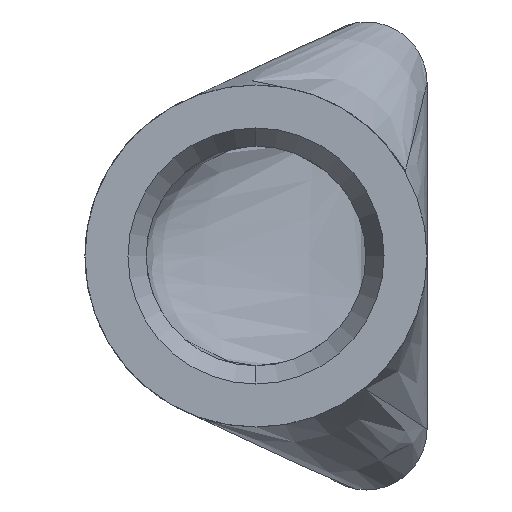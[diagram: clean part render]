
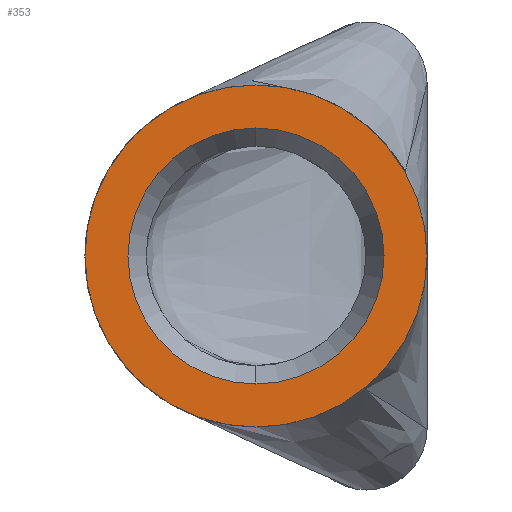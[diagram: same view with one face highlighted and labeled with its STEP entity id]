
A CAD part, left-side view. The second image highlights one B-rep face of the part: STEP entity #353.
In plain terms, the highlighted planar face has unit normal (-1, 0, 0).
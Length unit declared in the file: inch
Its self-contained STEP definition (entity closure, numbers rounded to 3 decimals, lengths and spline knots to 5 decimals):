
#4 = DIRECTION ( 'NONE',  ( 0., 0., 1. ) ) ;
#12 = DIRECTION ( 'NONE',  ( 1., 0., 0. ) ) ;
#19 = AXIS2_PLACEMENT_3D ( 'NONE', #847, #74, #731 ) ;
#74 = DIRECTION ( 'NONE',  ( -1., 0., 0. ) ) ;
#124 = DIRECTION ( 'NONE',  ( 0., 0., 1. ) ) ;
#132 = CARTESIAN_POINT ( 'NONE',  ( 0., 0.594, -0.594 ) ) ;
#297 = CIRCLE ( 'NONE', #19, 0.594 ) ;
#301 = FACE_BOUND ( 'NONE', #1195, .T. ) ;
#353 = ADVANCED_FACE ( 'NONE', ( #301, #676 ), #860, .T. ) ;
#362 = AXIS2_PLACEMENT_3D ( 'NONE', #1149, #634, #1035 ) ;
#392 = DIRECTION ( 'NONE',  ( -1., 0., 0. ) ) ;
#467 = VERTEX_POINT ( 'NONE', #565 ) ;
#482 = EDGE_CURVE ( 'NONE', #515, #467, #638, .T. ) ;
#488 = EDGE_LOOP ( 'NONE', ( #547, #739 ) ) ;
#507 = CARTESIAN_POINT ( 'NONE',  ( 0., 0.594, 0. ) ) ;
#515 = VERTEX_POINT ( 'NONE', #793 ) ;
#536 = AXIS2_PLACEMENT_3D ( 'NONE', #766, #392, #4 ) ;
#547 = ORIENTED_EDGE ( 'NONE', *, *, #705, .T. ) ;
#565 = CARTESIAN_POINT ( 'NONE',  ( 0., 0.594, -0.44451 ) ) ;
#610 = ORIENTED_EDGE ( 'NONE', *, *, #482, .T. ) ;
#634 = DIRECTION ( 'NONE',  ( 1., 0., 0. ) ) ;
#638 = CIRCLE ( 'NONE', #883, 0.44451 ) ;
#676 = FACE_OUTER_BOUND ( 'NONE', #488, .T. ) ;
#705 = EDGE_CURVE ( 'NONE', #1093, #995, #297, .T. ) ;
#731 = DIRECTION ( 'NONE',  ( 0., 0., 1. ) ) ;
#739 = ORIENTED_EDGE ( 'NONE', *, *, #1003, .T. ) ;
#766 = CARTESIAN_POINT ( 'NONE',  ( 0., 0., 0. ) ) ;
#793 = CARTESIAN_POINT ( 'NONE',  ( 0., 0.594, 0.44451 ) ) ;
#795 = DIRECTION ( 'NONE',  ( 0., 0., 1. ) ) ;
#847 = CARTESIAN_POINT ( 'NONE',  ( 0., 0.594, 0. ) ) ;
#853 = CARTESIAN_POINT ( 'NONE',  ( 0., 0.594, 0.594 ) ) ;
#860 = PLANE ( 'NONE',  #536 ) ;
#874 = CARTESIAN_POINT ( 'NONE',  ( 0., 0.594, 0. ) ) ;
#883 = AXIS2_PLACEMENT_3D ( 'NONE', #874, #12, #124 ) ;
#965 = CIRCLE ( 'NONE', #1134, 0.594 ) ;
#995 = VERTEX_POINT ( 'NONE', #132 ) ;
#1003 = EDGE_CURVE ( 'NONE', #995, #1093, #965, .T. ) ;
#1015 = ORIENTED_EDGE ( 'NONE', *, *, #1140, .T. ) ;
#1035 = DIRECTION ( 'NONE',  ( 0., 0., 1. ) ) ;
#1050 = CIRCLE ( 'NONE', #362, 0.44451 ) ;
#1093 = VERTEX_POINT ( 'NONE', #853 ) ;
#1103 = DIRECTION ( 'NONE',  ( -1., 0., 0. ) ) ;
#1134 = AXIS2_PLACEMENT_3D ( 'NONE', #507, #1103, #795 ) ;
#1140 = EDGE_CURVE ( 'NONE', #467, #515, #1050, .T. ) ;
#1149 = CARTESIAN_POINT ( 'NONE',  ( 0., 0.594, 0. ) ) ;
#1195 = EDGE_LOOP ( 'NONE', ( #610, #1015 ) ) ;
